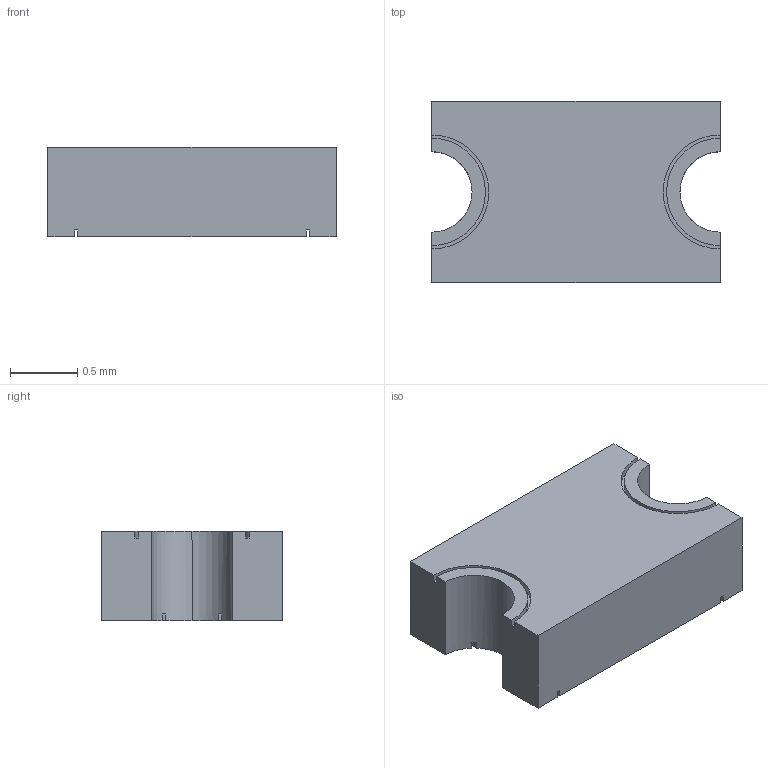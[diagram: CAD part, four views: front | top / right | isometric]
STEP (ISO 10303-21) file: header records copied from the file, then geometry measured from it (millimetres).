
FILE_DESCRIPTION(('FreeCAD Model'),'2;1');
FILE_NAME('_8918.step','2017-11-04T00:13:18',('kicad StepUp'), ('ksu MCAD'),'Open CASCADE STEP processor 6.8','FreeCAD','Unknown');
FILE_SCHEMA(('AUTOMOTIVE_DESIGN_CC2 { 1 2 10303 214 -1 1 5 4 }'));
Length unit declared in the file: millimetre
Products named in the file (1): _8918
Bounding box: 2.15 x 1.35 x 0.67 mm (x, y, z)
Surface area: 10.8 mm2 (no closed solid volume)
Topology: 0 solids, 40 shells, 40 faces, 228 edges, 228 vertices
Faces by surface type: extrusion 28, revolution 12
Entity records: 2679 total; most frequent: CARTESIAN_POINT 509, DIRECTION 374, VECTOR 232, ORIENTED_EDGE 228, EDGE_CURVE 228, VERTEX_POINT 228, LINE 204, AXIS2_PLACEMENT_3D 65
